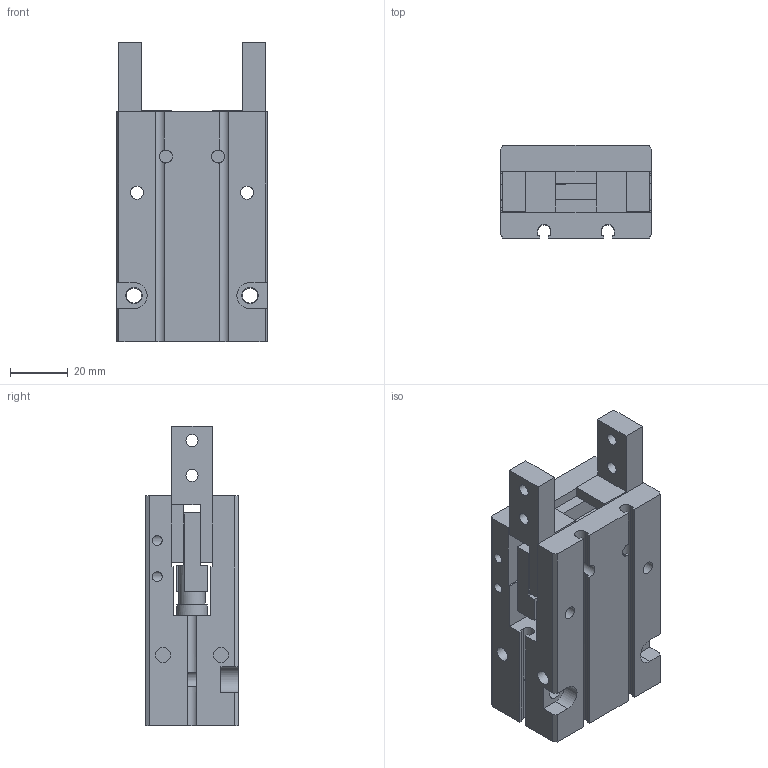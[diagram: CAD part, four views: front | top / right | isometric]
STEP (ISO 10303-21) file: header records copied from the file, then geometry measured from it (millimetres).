
FILE_DESCRIPTION((''),'2;1');
FILE_NAME('ACHP25STEP','2012-11-27T08:24:11',('Administrator'),(''),'CADlook_v9.0','Cimatron E 8.0','');
FILE_SCHEMA(('AUTOMOTIVE_DESIGN { 1 2 10303 214 0 1 1 1 }'));
Length unit declared in the file: millimetre
Bounding box: 52 x 32 x 103.5 mm (x, y, z)
Volume: 112405.4 mm3; surface area: 36793.8 mm2
Topology: 3 solids, 3 shells, 152 faces, 475 edges, 337 vertices
Faces by surface type: plane 113, cylinder 39
Full cylindrical faces by diameter (mm): 3.4 x4, 4.2 x6, 4.5 x10, 5.2 x8, 5.7 x2, 9 x1, 10.64 x1, 26 x1
Entity records: 6995 total; most frequent: CARTESIAN_POINT 1412, ORIENTED_EDGE 878, DIRECTION 870, EDGE_CURVE 439, VERTEX_POINT 337, AXIS2_PLACEMENT_3D 295, VECTOR 280, LINE 280
